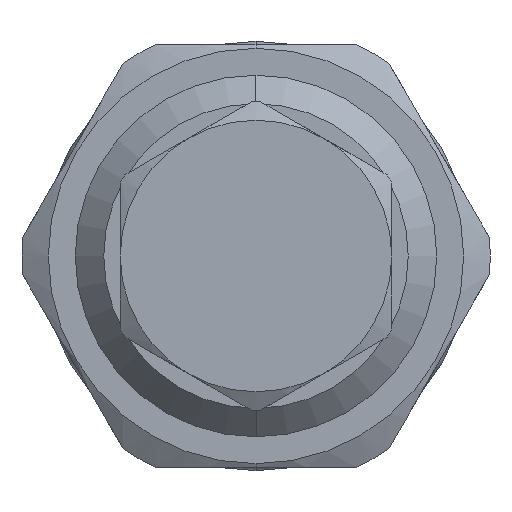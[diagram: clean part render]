
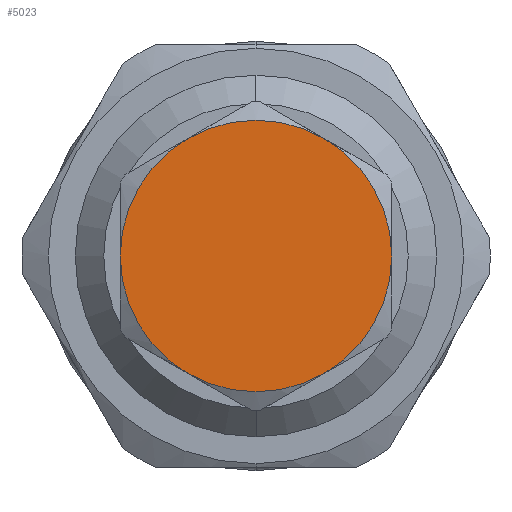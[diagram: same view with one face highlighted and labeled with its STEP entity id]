
A CAD part, left-side view. The second image highlights one B-rep face of the part: STEP entity #5023.
In plain terms, the highlighted planar face has unit normal (-1, 0, 0).
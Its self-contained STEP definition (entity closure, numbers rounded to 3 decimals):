
#162 = CARTESIAN_POINT ( 'NONE',  ( -8.75, -3.568, -6.179 ) ) ;
#391 = DIRECTION ( 'NONE',  ( -1., 0., 0. ) ) ;
#605 = DIRECTION ( 'NONE',  ( -1., 0., 0. ) ) ;
#644 = DIRECTION ( 'NONE',  ( 0., 1., 0. ) ) ;
#952 = AXIS2_PLACEMENT_3D ( 'NONE', #2720, #3490, #4257 ) ;
#955 = CIRCLE ( 'NONE', #8669, 7.135 ) ;
#1026 = AXIS2_PLACEMENT_3D ( 'NONE', #3427, #391, #5879 ) ;
#1273 = DIRECTION ( 'NONE',  ( 0., 1., 0. ) ) ;
#1450 = CARTESIAN_POINT ( 'NONE',  ( -8.75, 3.567, -6.179 ) ) ;
#1750 = FACE_OUTER_BOUND ( 'NONE', #4106, .T. ) ;
#2675 = CARTESIAN_POINT ( 'NONE',  ( -8.75, 0., 0. ) ) ;
#2720 = CARTESIAN_POINT ( 'NONE',  ( -8.75, 0., 0. ) ) ;
#2945 = DIRECTION ( 'NONE',  ( -1., 0., 0. ) ) ;
#2990 = CIRCLE ( 'NONE', #6961, 7.135 ) ;
#3029 = ORIENTED_EDGE ( 'NONE', *, *, #5010, .T. ) ;
#3119 = CARTESIAN_POINT ( 'NONE',  ( -8.75, -3.567, 6.179 ) ) ;
#3398 = AXIS2_PLACEMENT_3D ( 'NONE', #9617, #605, #1273 ) ;
#3427 = CARTESIAN_POINT ( 'NONE',  ( -8.75, 0., 0. ) ) ;
#3490 = DIRECTION ( 'NONE',  ( -1., 0., 0. ) ) ;
#3777 = EDGE_CURVE ( 'NONE', #8957, #7993, #5257, .T. ) ;
#3812 = ORIENTED_EDGE ( 'NONE', *, *, #6222, .T. ) ;
#4106 = EDGE_LOOP ( 'NONE', ( #9835, #3812, #5097, #6177, #3029, #5319 ) ) ;
#4118 = DIRECTION ( 'NONE',  ( -1., 0., 0. ) ) ;
#4140 = CARTESIAN_POINT ( 'NONE',  ( -8.75, -7.135, 0. ) ) ;
#4250 = PLANE ( 'NONE',  #3398 ) ;
#4257 = DIRECTION ( 'NONE',  ( 0., 1., 0. ) ) ;
#4342 = VERTEX_POINT ( 'NONE', #9073 ) ;
#4404 = CIRCLE ( 'NONE', #5886, 7.135 ) ;
#4807 = CIRCLE ( 'NONE', #6112, 7.135 ) ;
#4836 = VERTEX_POINT ( 'NONE', #162 ) ;
#4963 = CARTESIAN_POINT ( 'NONE',  ( -8.75, 3.568, 6.179 ) ) ;
#5010 = EDGE_CURVE ( 'NONE', #6414, #8957, #8391, .T. ) ;
#5023 = ADVANCED_FACE ( 'NONE', ( #1750 ), #4250, .T. ) ;
#5097 = ORIENTED_EDGE ( 'NONE', *, *, #9144, .T. ) ;
#5226 = DIRECTION ( 'NONE',  ( -1., 0., 0. ) ) ;
#5244 = CARTESIAN_POINT ( 'NONE',  ( -8.75, 0., 0. ) ) ;
#5257 = CIRCLE ( 'NONE', #952, 7.135 ) ;
#5319 = ORIENTED_EDGE ( 'NONE', *, *, #3777, .T. ) ;
#5879 = DIRECTION ( 'NONE',  ( 0., 1., 0. ) ) ;
#5886 = AXIS2_PLACEMENT_3D ( 'NONE', #2675, #4118, #9542 ) ;
#6112 = AXIS2_PLACEMENT_3D ( 'NONE', #9924, #2945, #9812 ) ;
#6177 = ORIENTED_EDGE ( 'NONE', *, *, #6190, .T. ) ;
#6190 = EDGE_CURVE ( 'NONE', #4836, #6414, #2990, .T. ) ;
#6222 = EDGE_CURVE ( 'NONE', #4342, #8855, #4807, .T. ) ;
#6414 = VERTEX_POINT ( 'NONE', #4140 ) ;
#6583 = EDGE_CURVE ( 'NONE', #7993, #4342, #955, .T. ) ;
#6706 = CARTESIAN_POINT ( 'NONE',  ( -8.75, 0., 0. ) ) ;
#6829 = DIRECTION ( 'NONE',  ( -1., 0., 0. ) ) ;
#6961 = AXIS2_PLACEMENT_3D ( 'NONE', #5244, #6829, #644 ) ;
#7993 = VERTEX_POINT ( 'NONE', #4963 ) ;
#8201 = DIRECTION ( 'NONE',  ( 0., 1., 0. ) ) ;
#8391 = CIRCLE ( 'NONE', #1026, 7.135 ) ;
#8669 = AXIS2_PLACEMENT_3D ( 'NONE', #6706, #5226, #8201 ) ;
#8855 = VERTEX_POINT ( 'NONE', #1450 ) ;
#8957 = VERTEX_POINT ( 'NONE', #3119 ) ;
#9073 = CARTESIAN_POINT ( 'NONE',  ( -8.75, 7.135, 0. ) ) ;
#9144 = EDGE_CURVE ( 'NONE', #8855, #4836, #4404, .T. ) ;
#9542 = DIRECTION ( 'NONE',  ( 0., 1., 0. ) ) ;
#9617 = CARTESIAN_POINT ( 'NONE',  ( -8.75, 0., -8.1 ) ) ;
#9812 = DIRECTION ( 'NONE',  ( 0., 1., 0. ) ) ;
#9835 = ORIENTED_EDGE ( 'NONE', *, *, #6583, .T. ) ;
#9924 = CARTESIAN_POINT ( 'NONE',  ( -8.75, 0., 0. ) ) ;
